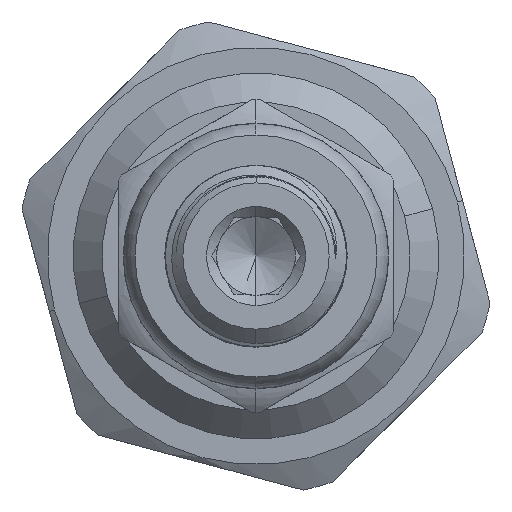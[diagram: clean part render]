
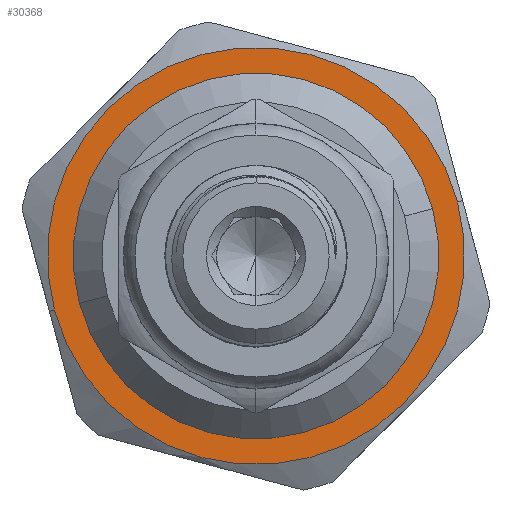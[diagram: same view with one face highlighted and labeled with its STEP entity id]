
A CAD part, left-side view. The second image highlights one B-rep face of the part: STEP entity #30368.
In plain terms, the highlighted planar face has unit normal (-1, 0, 0).
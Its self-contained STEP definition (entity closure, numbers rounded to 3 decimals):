
#173 = CIRCLE ( 'NONE', #10724, 10.84 ) ;
#539 = ORIENTED_EDGE ( 'NONE', *, *, #56124, .T. ) ;
#1537 = CARTESIAN_POINT ( 'NONE',  ( -12.62, -9.176, 2.459 ) ) ;
#3540 = EDGE_CURVE ( 'NONE', #40682, #12310, #173, .T. ) ;
#5351 = AXIS2_PLACEMENT_3D ( 'NONE', #27792, #35965, #23238 ) ;
#6375 = AXIS2_PLACEMENT_3D ( 'NONE', #32241, #40196, #27448 ) ;
#7211 = CARTESIAN_POINT ( 'NONE',  ( -12.62, 0., 0. ) ) ;
#8811 = ORIENTED_EDGE ( 'NONE', *, *, #3540, .T. ) ;
#9900 = CIRCLE ( 'NONE', #6375, 9.5 ) ;
#10724 = AXIS2_PLACEMENT_3D ( 'NONE', #7211, #11225, #46069 ) ;
#11225 = DIRECTION ( 'NONE',  ( -1., 0., 0. ) ) ;
#12310 = VERTEX_POINT ( 'NONE', #48581 ) ;
#13559 = VERTEX_POINT ( 'NONE', #1537 ) ;
#20456 = FACE_BOUND ( 'NONE', #47583, .T. ) ;
#21185 = CARTESIAN_POINT ( 'NONE',  ( -12.62, 0., 0. ) ) ;
#21525 = AXIS2_PLACEMENT_3D ( 'NONE', #21185, #29943, #38326 ) ;
#21961 = EDGE_CURVE ( 'NONE', #37266, #13559, #9900, .T. ) ;
#23238 = DIRECTION ( 'NONE',  ( 0., 0.966, -0.259 ) ) ;
#26859 = AXIS2_PLACEMENT_3D ( 'NONE', #45902, #55608, #47029 ) ;
#27448 = DIRECTION ( 'NONE',  ( 0., 0.966, -0.259 ) ) ;
#27792 = CARTESIAN_POINT ( 'NONE',  ( -12.62, 0., 0. ) ) ;
#29943 = DIRECTION ( 'NONE',  ( -1., 0., 0. ) ) ;
#30368 = ADVANCED_FACE ( 'NONE', ( #56586, #20456 ), #36386, .T. ) ;
#30697 = EDGE_LOOP ( 'NONE', ( #37628, #8811 ) ) ;
#32241 = CARTESIAN_POINT ( 'NONE',  ( -12.62, 0., 0. ) ) ;
#34532 = CIRCLE ( 'NONE', #5351, 9.5 ) ;
#35965 = DIRECTION ( 'NONE',  ( 1., 0., 0. ) ) ;
#36386 = PLANE ( 'NONE',  #26859 ) ;
#37266 = VERTEX_POINT ( 'NONE', #44822 ) ;
#37628 = ORIENTED_EDGE ( 'NONE', *, *, #38477, .T. ) ;
#38326 = DIRECTION ( 'NONE',  ( 0., -0.966, 0.259 ) ) ;
#38477 = EDGE_CURVE ( 'NONE', #12310, #40682, #54223, .T. ) ;
#40196 = DIRECTION ( 'NONE',  ( 1., 0., 0. ) ) ;
#40682 = VERTEX_POINT ( 'NONE', #51639 ) ;
#44822 = CARTESIAN_POINT ( 'NONE',  ( -12.62, 9.176, -2.459 ) ) ;
#45902 = CARTESIAN_POINT ( 'NONE',  ( -12.62, 12.392, 3.32 ) ) ;
#46069 = DIRECTION ( 'NONE',  ( 0., -0.966, 0.259 ) ) ;
#47029 = DIRECTION ( 'NONE',  ( 0., -0.966, 0.259 ) ) ;
#47583 = EDGE_LOOP ( 'NONE', ( #54940, #539 ) ) ;
#48581 = CARTESIAN_POINT ( 'NONE',  ( -12.62, 10.471, -2.806 ) ) ;
#51639 = CARTESIAN_POINT ( 'NONE',  ( -12.62, -10.471, 2.806 ) ) ;
#54223 = CIRCLE ( 'NONE', #21525, 10.84 ) ;
#54940 = ORIENTED_EDGE ( 'NONE', *, *, #21961, .T. ) ;
#55608 = DIRECTION ( 'NONE',  ( -1., 0., 0. ) ) ;
#56124 = EDGE_CURVE ( 'NONE', #13559, #37266, #34532, .T. ) ;
#56586 = FACE_OUTER_BOUND ( 'NONE', #30697, .T. ) ;
